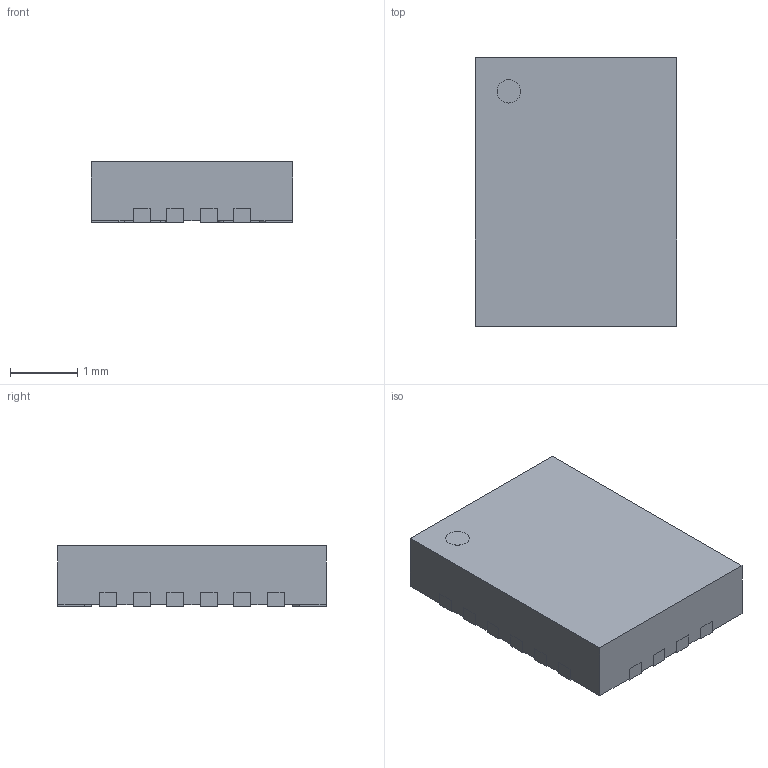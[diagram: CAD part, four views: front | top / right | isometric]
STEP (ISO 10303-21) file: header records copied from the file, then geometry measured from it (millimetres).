
FILE_DESCRIPTION (( 'STEP AP214' ), '1' );
FILE_NAME ('MP2617H (QFN-20, 3x4).STEP', '2022-05-27T16:48:14', ( '' ), ( '' ), 'SwSTEP 2.0', 'SolidWorks 2021', '' );
FILE_SCHEMA (( 'AUTOMOTIVE_DESIGN' ));
Length unit declared in the file: millimetre
Products named in the file (1): MP2617H (QFN-20, 3x4)
Bounding box: 3 x 4 x 0.9 mm (x, y, z)
Volume: 10.6 mm3; surface area: 56.2 mm2
Topology: 21 solids, 21 shells, 287 faces, 732 edges, 488 vertices
Faces by surface type: plane 223, cylinder 64
Entity records: 8839 total; most frequent: CARTESIAN_POINT 1508, ORIENTED_EDGE 1464, DIRECTION 1436, EDGE_CURVE 732, LINE 604, VECTOR 604, VERTEX_POINT 488, AXIS2_PLACEMENT_3D 416
